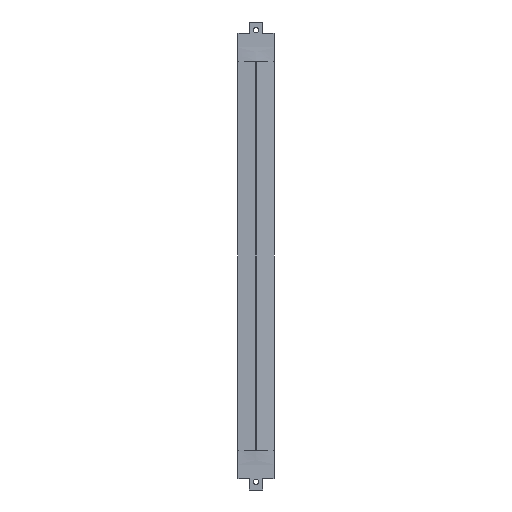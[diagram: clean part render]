
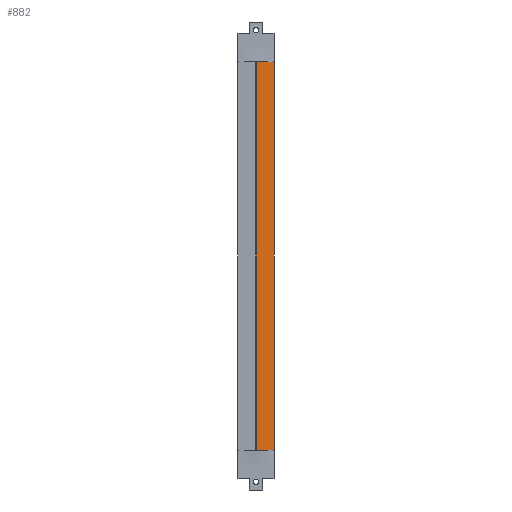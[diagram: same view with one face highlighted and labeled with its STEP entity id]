
A CAD part, front view. The second image highlights one B-rep face of the part: STEP entity #882.
In plain terms, the highlighted planar face has unit normal (0.05, -0.999, 0).
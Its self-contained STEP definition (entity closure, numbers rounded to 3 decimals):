
#35 = LINE ( 'NONE', #1117, #1310 ) ;
#54 = EDGE_CURVE ( 'NONE', #727, #1015, #35, .T. ) ;
#97 = VERTEX_POINT ( 'NONE', #1207 ) ;
#108 = CARTESIAN_POINT ( 'NONE',  ( 20., 0., -215. ) ) ;
#164 = CARTESIAN_POINT ( 'NONE',  ( 0.176, -0.996, 215. ) ) ;
#172 = DIRECTION ( 'NONE',  ( 0., 0., -1. ) ) ;
#187 = DIRECTION ( 'NONE',  ( -0.999, -0.05, 0. ) ) ;
#190 = CARTESIAN_POINT ( 'NONE',  ( 0.05, -1.002, -215. ) ) ;
#207 = EDGE_LOOP ( 'NONE', ( #1137, #682, #296, #676 ) ) ;
#220 = VECTOR ( 'NONE', #774, 1000. ) ;
#296 = ORIENTED_EDGE ( 'NONE', *, *, #54, .F. ) ;
#330 = VERTEX_POINT ( 'NONE', #1307 ) ;
#369 = LINE ( 'NONE', #164, #1105 ) ;
#480 = EDGE_CURVE ( 'NONE', #727, #330, #1345, .T. ) ;
#524 = DIRECTION ( 'NONE',  ( 0.999, 0.05, 0. ) ) ;
#530 = CARTESIAN_POINT ( 'NONE',  ( 0.05, -1.002, 215. ) ) ;
#552 = PLANE ( 'NONE',  #734 ) ;
#602 = FACE_OUTER_BOUND ( 'NONE', #207, .T. ) ;
#676 = ORIENTED_EDGE ( 'NONE', *, *, #480, .T. ) ;
#682 = ORIENTED_EDGE ( 'NONE', *, *, #1116, .F. ) ;
#701 = LINE ( 'NONE', #190, #749 ) ;
#727 = VERTEX_POINT ( 'NONE', #1000 ) ;
#734 = AXIS2_PLACEMENT_3D ( 'NONE', #530, #1335, #524 ) ;
#749 = VECTOR ( 'NONE', #187, 1000. ) ;
#773 = CARTESIAN_POINT ( 'NONE',  ( 0.05, -1.002, 215. ) ) ;
#774 = DIRECTION ( 'NONE',  ( -0.999, -0.05, 0. ) ) ;
#882 = ADVANCED_FACE ( 'NONE', ( #602 ), #552, .T. ) ;
#1000 = CARTESIAN_POINT ( 'NONE',  ( 20., 0., 215. ) ) ;
#1015 = VERTEX_POINT ( 'NONE', #108 ) ;
#1068 = EDGE_CURVE ( 'NONE', #330, #97, #369, .T. ) ;
#1105 = VECTOR ( 'NONE', #172, 1000. ) ;
#1116 = EDGE_CURVE ( 'NONE', #1015, #97, #701, .T. ) ;
#1117 = CARTESIAN_POINT ( 'NONE',  ( 20., 0., 215. ) ) ;
#1137 = ORIENTED_EDGE ( 'NONE', *, *, #1068, .T. ) ;
#1200 = DIRECTION ( 'NONE',  ( 0., 0., -1. ) ) ;
#1207 = CARTESIAN_POINT ( 'NONE',  ( 0.176, -0.996, -215. ) ) ;
#1307 = CARTESIAN_POINT ( 'NONE',  ( 0.176, -0.996, 215. ) ) ;
#1310 = VECTOR ( 'NONE', #1200, 1000. ) ;
#1335 = DIRECTION ( 'NONE',  ( 0.05, -0.999, 0. ) ) ;
#1345 = LINE ( 'NONE', #773, #220 ) ;
